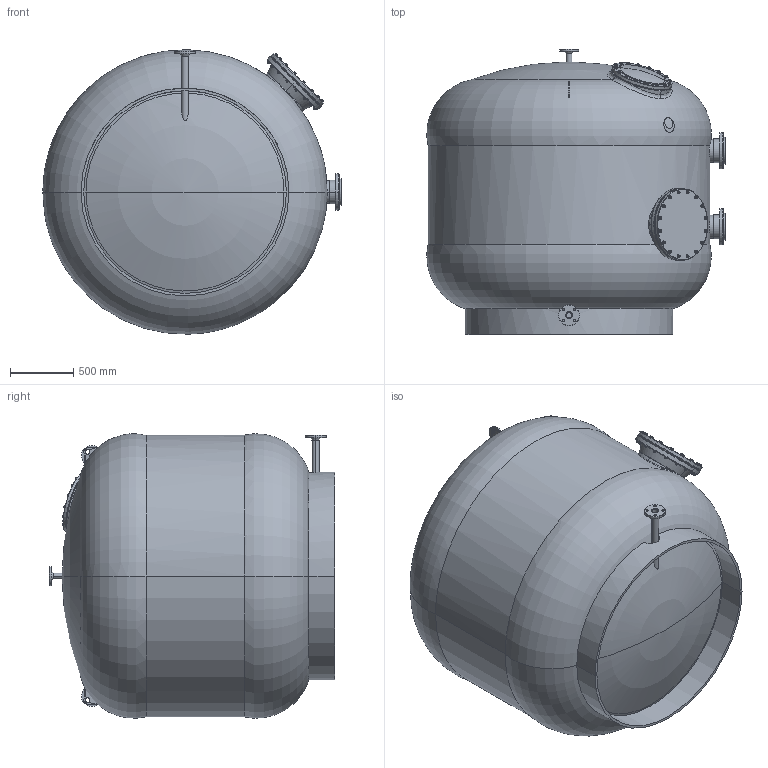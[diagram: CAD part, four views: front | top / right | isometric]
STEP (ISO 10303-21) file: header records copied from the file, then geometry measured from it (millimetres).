
FILE_DESCRIPTION (( 'STEP AP214' ), '1' );
FILE_NAME ('adriatic220c_sb1000.STEP', '2020-11-04T09:27:20', ( '' ), ( '' ), 'SwSTEP 2.0', 'SolidWorks 2019', '' );
FILE_SCHEMA (( 'AUTOMOTIVE_DESIGN' ));
Length unit declared in the file: millimetre
Products named in the file (1): adriatic220c_sb1000
Bounding box: 2354.05 x 2249.97 x 2243.73 mm (x, y, z)
Surface area: 41336023.8 mm2 (no closed solid volume)
Topology: 0 solids, 131 shells, 1919 faces, 4264 edges, 2609 vertices
Faces by surface type: cone 623, cylinder 617, plane 580, torus 79, bspline 12, sphere 8
Entity records: 106211 total; most frequent: CARTESIAN_POINT 42633, ORIENTED_EDGE 8380, DIRECTION 8380, EDGE_CURVE 4222, AXIS2_PLACEMENT_3D 3604, VERTEX_POINT 2607, EDGE_LOOP 2311, UNCERTAINTY_MEASURE_WITH_UNIT 2036
